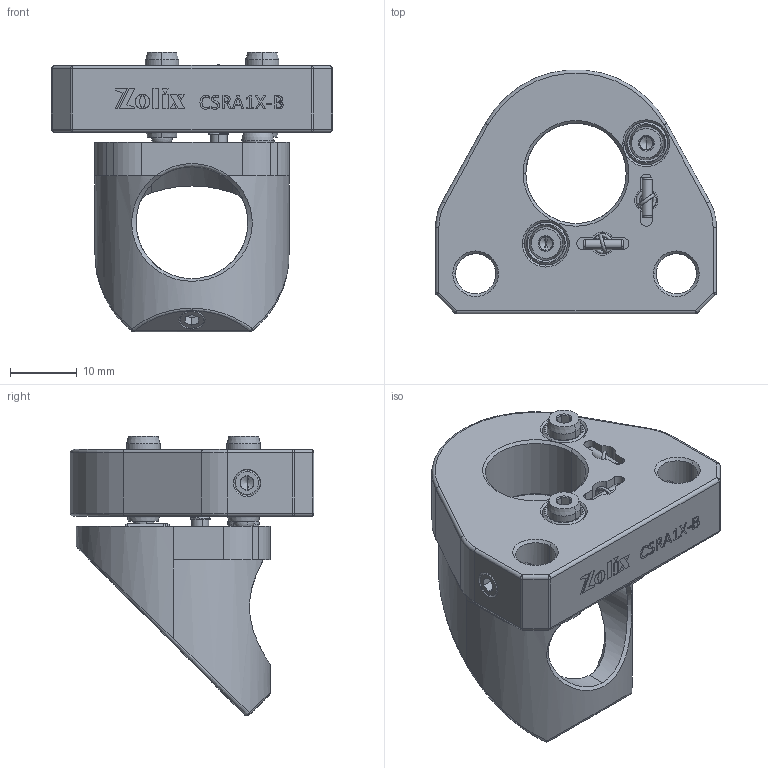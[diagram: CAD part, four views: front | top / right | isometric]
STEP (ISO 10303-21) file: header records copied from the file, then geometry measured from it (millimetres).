
FILE_DESCRIPTION (( 'STEP AP203' ), '1' );
FILE_NAME ('CSRA1X-B.STEP', '2025-11-11T03:44:27', ( '' ), ( '' ), 'SwSTEP 2.0', 'SolidWorks 2020', '' );
FILE_SCHEMA (( 'CONFIG_CONTROL_DESIGN' ));
Length unit declared in the file: millimetre
Products named in the file (1): CSRA1X-B
Bounding box: 42 x 36.45 x 41.77 mm (x, y, z)
Volume: 15298 mm3; surface area: 10576 mm2
Topology: 20 solids, 20 shells, 756 faces, 1908 edges, 1182 vertices
Faces by surface type: plane 382, cylinder 128, cone 122, bspline 94, sphere 23, torus 7
Entity records: 35624 total; most frequent: CARTESIAN_POINT 18138, ORIENTED_EDGE 3700, DIRECTION 3376, EDGE_CURVE 1850, VERTEX_POINT 1176, LINE 1174, VECTOR 1174, AXIS2_PLACEMENT_3D 1101
